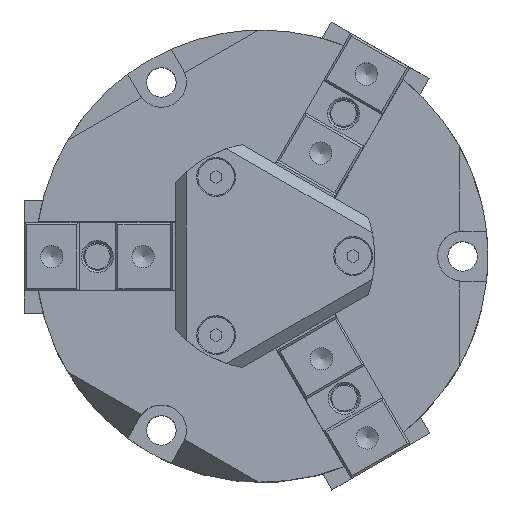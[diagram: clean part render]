
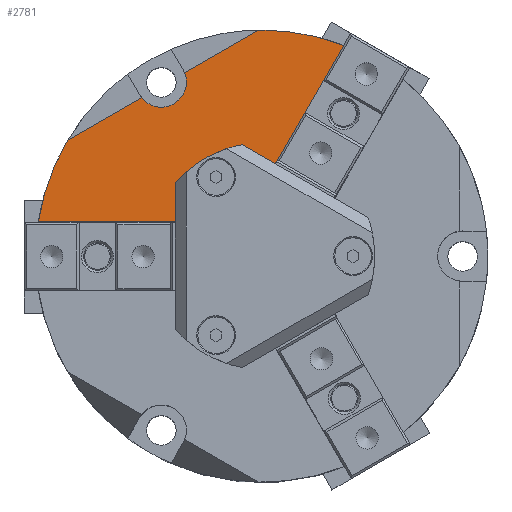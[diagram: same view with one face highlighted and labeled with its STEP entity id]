
A CAD part, top view. The second image highlights one B-rep face of the part: STEP entity #2781.
In plain terms, the highlighted planar face has unit normal (0, 0, 1).
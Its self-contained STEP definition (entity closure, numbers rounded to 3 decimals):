
#125=LINE('',#4526,#356);
#127=LINE('',#4535,#358);
#164=LINE('',#4675,#395);
#165=LINE('',#4678,#396);
#356=VECTOR('',#3537,10.);
#358=VECTOR('',#3545,10.);
#395=VECTOR('',#3688,10.);
#396=VECTOR('',#3691,10.);
#650=FACE_BOUND('',#1066,.T.);
#711=PLANE('',#3147);
#853=FACE_OUTER_BOUND('',#1065,.T.);
#1065=EDGE_LOOP('',(#2235,#2236,#2237,#2238,#2239,#2240,#2241,#2242));
#1066=EDGE_LOOP('',(#2243));
#1241=CIRCLE('',#3075,1.621);
#1253=CIRCLE('',#3105,49.5);
#1255=CIRCLE('',#3107,49.5);
#1266=CIRCLE('',#3121,5.5);
#1274=CIRCLE('',#3148,16.5);
#1375=VERTEX_POINT('',#4487);
#1390=VERTEX_POINT('',#4523);
#1391=VERTEX_POINT('',#4525);
#1394=VERTEX_POINT('',#4532);
#1395=VERTEX_POINT('',#4534);
#1407=VERTEX_POINT('',#4564);
#1410=VERTEX_POINT('',#4572);
#1445=VERTEX_POINT('',#4674);
#1446=VERTEX_POINT('',#4676);
#1655=EDGE_CURVE('',#1375,#1375,#1241,.T.);
#1670=EDGE_CURVE('',#1391,#1390,#125,.T.);
#1674=EDGE_CURVE('',#1395,#1394,#127,.T.);
#1691=EDGE_CURVE('',#1390,#1407,#1253,.T.);
#1695=EDGE_CURVE('',#1410,#1395,#1255,.T.);
#1718=EDGE_CURVE('',#1394,#1391,#1266,.T.);
#1744=EDGE_CURVE('',#1407,#1445,#164,.T.);
#1745=EDGE_CURVE('',#1445,#1446,#1274,.T.);
#1746=EDGE_CURVE('',#1446,#1410,#165,.T.);
#2235=ORIENTED_EDGE('',*,*,#1670,.T.);
#2236=ORIENTED_EDGE('',*,*,#1691,.T.);
#2237=ORIENTED_EDGE('',*,*,#1744,.T.);
#2238=ORIENTED_EDGE('',*,*,#1745,.T.);
#2239=ORIENTED_EDGE('',*,*,#1746,.T.);
#2240=ORIENTED_EDGE('',*,*,#1695,.T.);
#2241=ORIENTED_EDGE('',*,*,#1674,.T.);
#2242=ORIENTED_EDGE('',*,*,#1718,.T.);
#2243=ORIENTED_EDGE('',*,*,#1655,.T.);
#2781=ADVANCED_FACE('',(#853,#650),#711,.T.);
#3075=AXIS2_PLACEMENT_3D('',#4488,#3498,#3499);
#3105=AXIS2_PLACEMENT_3D('',#4566,#3574,#3575);
#3107=AXIS2_PLACEMENT_3D('',#4573,#3580,#3581);
#3121=AXIS2_PLACEMENT_3D('',#4618,#3618,#3619);
#3147=AXIS2_PLACEMENT_3D('',#4673,#3686,#3687);
#3148=AXIS2_PLACEMENT_3D('',#4677,#3689,#3690);
#3498=DIRECTION('center_axis',(0.,0.,-1.));
#3499=DIRECTION('ref_axis',(1.,0.,0.));
#3537=DIRECTION('',(-0.866,-0.5,0.));
#3545=DIRECTION('',(-0.866,-0.5,0.));
#3574=DIRECTION('center_axis',(0.,0.,1.));
#3575=DIRECTION('ref_axis',(-1.,0.,0.));
#3580=DIRECTION('center_axis',(0.,0.,1.));
#3581=DIRECTION('ref_axis',(-1.,0.,0.));
#3618=DIRECTION('center_axis',(0.,0.,-1.));
#3619=DIRECTION('ref_axis',(-0.866,-0.5,0.));
#3686=DIRECTION('center_axis',(0.,0.,1.));
#3687=DIRECTION('ref_axis',(1.,0.,0.));
#3688=DIRECTION('',(1.,0.,0.));
#3689=DIRECTION('center_axis',(0.,0.,-1.));
#3690=DIRECTION('ref_axis',(1.,0.,0.));
#3691=DIRECTION('',(0.5,0.866,0.));
#4487=CARTESIAN_POINT('',(-8.379,17.321,70.));
#4488=CARTESIAN_POINT('Origin',(-10.,17.321,70.));
#4523=CARTESIAN_POINT('',(-42.535,25.318,70.));
#4525=CARTESIAN_POINT('',(-26.308,34.686,70.));
#4526=CARTESIAN_POINT('',(-21.597,37.407,70.));
#4532=CARTESIAN_POINT('',(-16.885,40.127,70.));
#4534=CARTESIAN_POINT('',(-0.658,49.496,70.));
#4535=CARTESIAN_POINT('',(-21.597,37.407,70.));
#4564=CARTESIAN_POINT('',(-48.929,7.5,70.));
#4566=CARTESIAN_POINT('Origin',(0.,0.,70.));
#4572=CARTESIAN_POINT('',(17.969,46.123,70.));
#4573=CARTESIAN_POINT('Origin',(0.,0.,70.));
#4618=CARTESIAN_POINT('Origin',(-22.,38.105,70.));
#4673=CARTESIAN_POINT('Origin',(0.,0.,
70.));
#4674=CARTESIAN_POINT('',(-14.697,7.5,70.));
#4675=CARTESIAN_POINT('',(0.,7.5,70.));
#4676=CARTESIAN_POINT('',(0.853,16.478,70.));
#4677=CARTESIAN_POINT('Origin',(0.,0.,70.));
#4678=CARTESIAN_POINT('',(-6.495,3.75,70.));
